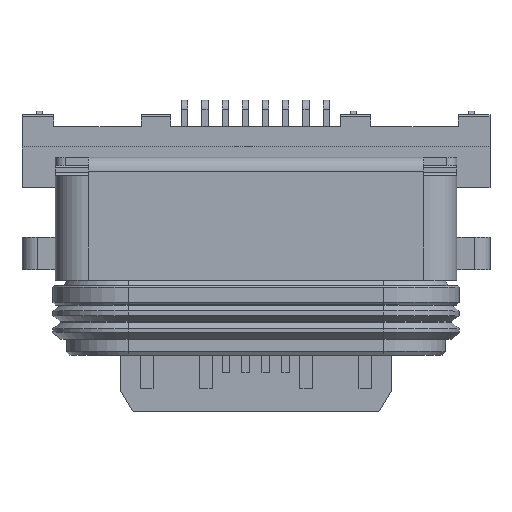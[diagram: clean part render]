
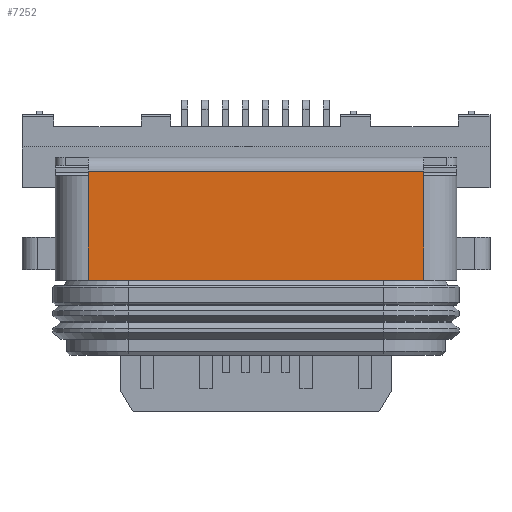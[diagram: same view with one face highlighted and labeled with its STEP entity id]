
A CAD part, top view. The second image highlights one B-rep face of the part: STEP entity #7252.
In plain terms, the highlighted planar face has unit normal (0, 0, 1).
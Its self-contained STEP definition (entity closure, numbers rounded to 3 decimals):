
#1102=ORIENTED_EDGE('',*,*,#2922,.F.);
#1103=ORIENTED_EDGE('',*,*,#2927,.T.);
#1104=ORIENTED_EDGE('',*,*,#2928,.F.);
#1105=ORIENTED_EDGE('',*,*,#2929,.T.);
#1106=ORIENTED_EDGE('',*,*,#2924,.T.);
#1107=ORIENTED_EDGE('',*,*,#2902,.T.);
#2902=EDGE_CURVE('',#3832,#3831,#4565,.T.);
#2922=EDGE_CURVE('',#3842,#3831,#4580,.T.);
#2924=EDGE_CURVE('',#3844,#3832,#4582,.T.);
#2927=EDGE_CURVE('',#3842,#3845,#4585,.T.);
#2928=EDGE_CURVE('',#3846,#3845,#4586,.T.);
#2929=EDGE_CURVE('',#3846,#3844,#4587,.F.);
#3831=VERTEX_POINT('',#13779);
#3832=VERTEX_POINT('',#13781);
#3842=VERTEX_POINT('',#13819);
#3844=VERTEX_POINT('',#13825);
#3845=VERTEX_POINT('',#13831);
#3846=VERTEX_POINT('',#13833);
#4565=LINE('',#13780,#5450);
#4580=LINE('',#13820,#5465);
#4582=LINE('',#13824,#5467);
#4585=LINE('',#13830,#5470);
#4586=LINE('',#13832,#5471);
#4587=LINE('',#13834,#5472);
#5450=VECTOR('',#11617,1000.);
#5465=VECTOR('',#11660,1000.);
#5467=VECTOR('',#11664,1000.);
#5470=VECTOR('',#11671,1000.);
#5471=VECTOR('',#11672,1000.);
#5472=VECTOR('',#11673,1000.);
#6111=EDGE_LOOP('',(#1102,#1103,#1104,#1105,#1106,#1107));
#6534=FACE_BOUND('',#6111,.T.);
#6893=PLANE('',#10456);
#7252=ADVANCED_FACE('',(#6534),#6893,.F.);
#10456=AXIS2_PLACEMENT_3D('',#13829,#11669,#11670);
#11617=DIRECTION('',(-1.,0.,0.));
#11660=DIRECTION('',(0.,1.,0.));
#11664=DIRECTION('',(0.,1.,0.));
#11669=DIRECTION('',(0.,0.,-1.));
#11670=DIRECTION('',(0.,1.,0.));
#11671=DIRECTION('',(0.,-1.,0.));
#11672=DIRECTION('',(-1.,0.,0.));
#11673=DIRECTION('',(0.,-1.,0.));
#13779=CARTESIAN_POINT('',(-4.151,4.55,2.097));
#13780=CARTESIAN_POINT('',(4.964,4.55,2.097));
#13781=CARTESIAN_POINT('',(4.151,4.55,2.097));
#13819=CARTESIAN_POINT('',(-4.151,4.438,2.097));
#13820=CARTESIAN_POINT('',(-4.151,4.438,2.097));
#13824=CARTESIAN_POINT('',(4.151,4.438,2.097));
#13825=CARTESIAN_POINT('',(4.151,4.438,2.097));
#13829=CARTESIAN_POINT('',(4.964,4.438,2.097));
#13830=CARTESIAN_POINT('',(-4.151,1.85,2.097));
#13831=CARTESIAN_POINT('',(-4.151,1.85,2.097));
#13832=CARTESIAN_POINT('',(4.964,1.85,2.097));
#13833=CARTESIAN_POINT('',(4.151,1.85,2.097));
#13834=CARTESIAN_POINT('',(4.151,4.438,2.097));
